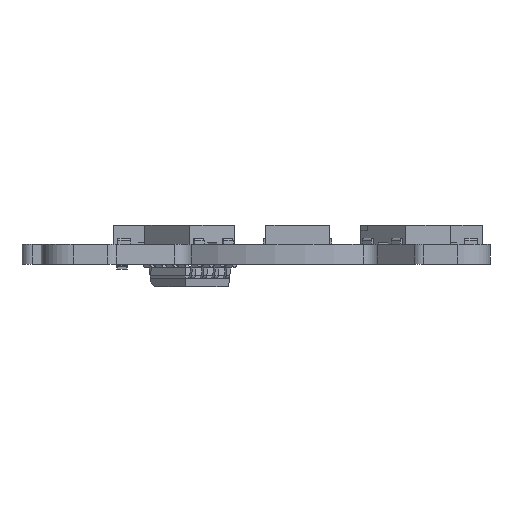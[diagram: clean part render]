
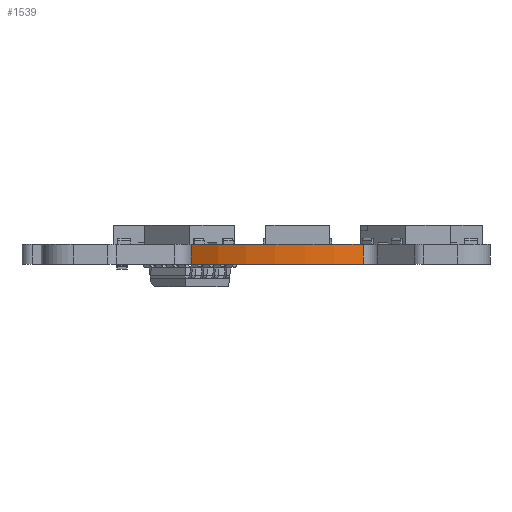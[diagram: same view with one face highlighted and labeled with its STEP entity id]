
A CAD part, front view. The second image highlights one B-rep face of the part: STEP entity #1539.
In plain terms, the highlighted cylindrical face has radius 15.006 mm (diameter 30.012 mm), a partial arc.
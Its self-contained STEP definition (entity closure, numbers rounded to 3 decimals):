
#1512 = VERTEX_POINT('',#1513);
#1513 = CARTESIAN_POINT('',(5.119,-14.1,1.545));
#1520 = EDGE_CURVE('',#1521,#1512,#1523,.T.);
#1521 = VERTEX_POINT('',#1522);
#1522 = CARTESIAN_POINT('',(5.119,-14.1,0.));
#1523 = LINE('',#1524,#1525);
#1524 = CARTESIAN_POINT('',(5.119,-14.1,0.));
#1525 = VECTOR('',#1526,1.);
#1526 = DIRECTION('',(0.,0.,1.));
#1539 = ADVANCED_FACE('',(#1540),#1567,.T.);
#1540 = FACE_BOUND('',#1541,.T.);
#1541 = EDGE_LOOP('',(#1542,#1543,#1552,#1560));
#1542 = ORIENTED_EDGE('',*,*,#1520,.T.);
#1543 = ORIENTED_EDGE('',*,*,#1544,.T.);
#1544 = EDGE_CURVE('',#1512,#1545,#1547,.T.);
#1545 = VERTEX_POINT('',#1546);
#1546 = CARTESIAN_POINT('',(-8.288,-12.506,1.545)
  );
#1547 = CIRCLE('',#1548,15.006);
#1548 = AXIS2_PLACEMENT_3D('',#1549,#1550,#1551);
#1549 = CARTESIAN_POINT('',(-0.002,0.005,
    1.545));
#1550 = DIRECTION('',(0.,0.,-1.));
#1551 = DIRECTION('',(0.341,-0.94,0.));
#1552 = ORIENTED_EDGE('',*,*,#1553,.F.);
#1553 = EDGE_CURVE('',#1554,#1545,#1556,.T.);
#1554 = VERTEX_POINT('',#1555);
#1555 = CARTESIAN_POINT('',(-8.288,-12.506,0.));
#1556 = LINE('',#1557,#1558);
#1557 = CARTESIAN_POINT('',(-8.288,-12.506,0.));
#1558 = VECTOR('',#1559,1.);
#1559 = DIRECTION('',(0.,0.,1.));
#1560 = ORIENTED_EDGE('',*,*,#1561,.F.);
#1561 = EDGE_CURVE('',#1521,#1554,#1562,.T.);
#1562 = CIRCLE('',#1563,15.006);
#1563 = AXIS2_PLACEMENT_3D('',#1564,#1565,#1566);
#1564 = CARTESIAN_POINT('',(-0.002,0.005,
    0.));
#1565 = DIRECTION('',(0.,0.,-1.));
#1566 = DIRECTION('',(0.341,-0.94,0.));
#1567 = CYLINDRICAL_SURFACE('',#1568,15.006);
#1568 = AXIS2_PLACEMENT_3D('',#1569,#1570,#1571);
#1569 = CARTESIAN_POINT('',(-0.002,0.005,
    0.));
#1570 = DIRECTION('',(0.,0.,-1.));
#1571 = DIRECTION('',(0.341,-0.94,0.));
